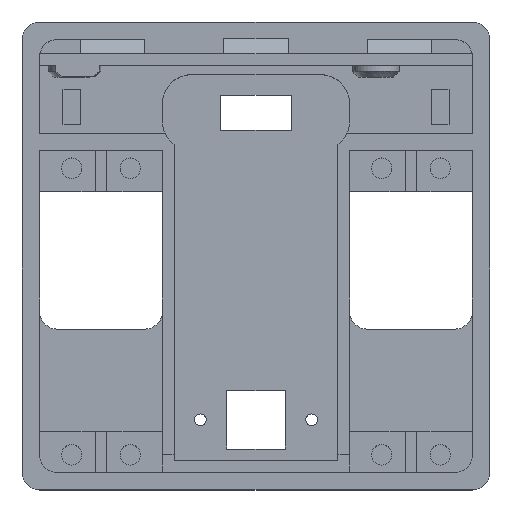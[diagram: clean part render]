
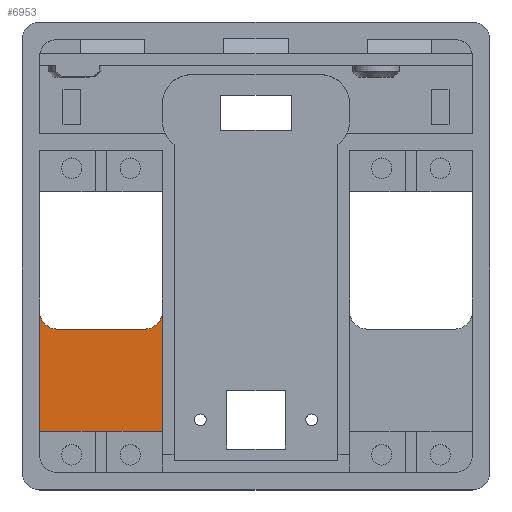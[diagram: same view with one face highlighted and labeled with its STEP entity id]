
A CAD part, top view. The second image highlights one B-rep face of the part: STEP entity #6953.
In plain terms, the highlighted planar face has unit normal (0, 0, 1).
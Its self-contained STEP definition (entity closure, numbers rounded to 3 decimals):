
#297 = PLANE('',#298);
#298 = AXIS2_PLACEMENT_3D('',#299,#300,#301);
#299 = CARTESIAN_POINT('',(-255.,64.,61.));
#300 = DIRECTION('',(1.,0.,0.));
#301 = DIRECTION('',(0.,0.,1.));
#330 = CYLINDRICAL_SURFACE('',#331,3.);
#331 = AXIS2_PLACEMENT_3D('',#332,#333,#334);
#332 = CARTESIAN_POINT('',(-258.,43.5,65.));
#333 = DIRECTION('',(0.,0.,1.));
#334 = DIRECTION('',(1.,0.,0.));
#358 = PLANE('',#359);
#359 = AXIS2_PLACEMENT_3D('',#360,#361,#362);
#360 = CARTESIAN_POINT('',(-255.,40.5,65.));
#361 = DIRECTION('',(0.,-1.,0.));
#362 = DIRECTION('',(-1.,0.,0.));
#387 = CYLINDRICAL_SURFACE('',#388,3.);
#388 = AXIS2_PLACEMENT_3D('',#389,#390,#391);
#389 = CARTESIAN_POINT('',(-273.,43.5,65.));
#390 = DIRECTION('',(0.,0.,1.));
#391 = DIRECTION('',(-1.,0.,0.));
#415 = PLANE('',#416);
#416 = AXIS2_PLACEMENT_3D('',#417,#418,#419);
#417 = CARTESIAN_POINT('',(-276.,64.,61.));
#418 = DIRECTION('',(1.,0.,0.));
#419 = DIRECTION('',(0.,0.,1.));
#2647 = VERTEX_POINT('',#2648);
#2648 = CARTESIAN_POINT('',(-255.,23.,66.));
#2662 = PLANE('',#2663);
#2663 = AXIS2_PLACEMENT_3D('',#2664,#2665,#2666);
#2664 = CARTESIAN_POINT('',(-276.,23.,70.));
#2665 = DIRECTION('',(0.,-1.,0.));
#2666 = DIRECTION('',(0.,0.,1.));
#2674 = EDGE_CURVE('',#2647,#2675,#2677,.T.);
#2675 = VERTEX_POINT('',#2676);
#2676 = CARTESIAN_POINT('',(-255.,40.5,66.));
#2677 = SURFACE_CURVE('',#2678,(#2682,#2689),.PCURVE_S1.);
#2678 = LINE('',#2679,#2680);
#2679 = CARTESIAN_POINT('',(-255.,23.,66.));
#2680 = VECTOR('',#2681,1.);
#2681 = DIRECTION('',(0.,1.,0.));
#2682 = PCURVE('',#297,#2683);
#2683 = DEFINITIONAL_REPRESENTATION('',(#2684),#2688);
#2684 = LINE('',#2685,#2686);
#2685 = CARTESIAN_POINT('',(5.,41.));
#2686 = VECTOR('',#2687,1.);
#2687 = DIRECTION('',(0.,-1.));
#2688 = ( GEOMETRIC_REPRESENTATION_CONTEXT(2) 
PARAMETRIC_REPRESENTATION_CONTEXT() REPRESENTATION_CONTEXT('2D SPACE',''
  ) );
#2689 = PCURVE('',#2690,#2695);
#2690 = PLANE('',#2691);
#2691 = AXIS2_PLACEMENT_3D('',#2692,#2693,#2694);
#2692 = CARTESIAN_POINT('',(-255.,40.5,66.));
#2693 = DIRECTION('',(0.,0.,-1.));
#2694 = DIRECTION('',(-1.,0.,0.));
#2695 = DEFINITIONAL_REPRESENTATION('',(#2696),#2700);
#2696 = LINE('',#2697,#2698);
#2697 = CARTESIAN_POINT('',(0.,-17.5));
#2698 = VECTOR('',#2699,1.);
#2699 = DIRECTION('',(0.,1.));
#2700 = ( GEOMETRIC_REPRESENTATION_CONTEXT(2) 
PARAMETRIC_REPRESENTATION_CONTEXT() REPRESENTATION_CONTEXT('2D SPACE',''
  ) );
#2702 = EDGE_CURVE('',#2675,#2703,#2705,.T.);
#2703 = VERTEX_POINT('',#2704);
#2704 = CARTESIAN_POINT('',(-255.,43.5,66.));
#2705 = SURFACE_CURVE('',#2706,(#2710,#2717),.PCURVE_S1.);
#2706 = LINE('',#2707,#2708);
#2707 = CARTESIAN_POINT('',(-255.,52.25,66.));
#2708 = VECTOR('',#2709,1.);
#2709 = DIRECTION('',(0.,1.,0.));
#2710 = PCURVE('',#297,#2711);
#2711 = DEFINITIONAL_REPRESENTATION('',(#2712),#2716);
#2712 = LINE('',#2713,#2714);
#2713 = CARTESIAN_POINT('',(5.,11.75));
#2714 = VECTOR('',#2715,1.);
#2715 = DIRECTION('',(0.,-1.));
#2716 = ( GEOMETRIC_REPRESENTATION_CONTEXT(2) 
PARAMETRIC_REPRESENTATION_CONTEXT() REPRESENTATION_CONTEXT('2D SPACE',''
  ) );
#2717 = PCURVE('',#2690,#2718);
#2718 = DEFINITIONAL_REPRESENTATION('',(#2719),#2723);
#2719 = LINE('',#2720,#2721);
#2720 = CARTESIAN_POINT('',(0.,11.75));
#2721 = VECTOR('',#2722,1.);
#2722 = DIRECTION('',(0.,1.));
#2723 = ( GEOMETRIC_REPRESENTATION_CONTEXT(2) 
PARAMETRIC_REPRESENTATION_CONTEXT() REPRESENTATION_CONTEXT('2D SPACE',''
  ) );
#2751 = VERTEX_POINT('',#2752);
#2752 = CARTESIAN_POINT('',(-258.,40.5,66.));
#2773 = EDGE_CURVE('',#2703,#2751,#2774,.T.);
#2774 = SURFACE_CURVE('',#2775,(#2780,#2787),.PCURVE_S1.);
#2775 = CIRCLE('',#2776,3.);
#2776 = AXIS2_PLACEMENT_3D('',#2777,#2778,#2779);
#2777 = CARTESIAN_POINT('',(-258.,43.5,66.));
#2778 = DIRECTION('',(0.,0.,-1.));
#2779 = DIRECTION('',(0.,-1.,0.));
#2780 = PCURVE('',#330,#2781);
#2781 = DEFINITIONAL_REPRESENTATION('',(#2782),#2786);
#2782 = LINE('',#2783,#2784);
#2783 = CARTESIAN_POINT('',(4.712,1.));
#2784 = VECTOR('',#2785,1.);
#2785 = DIRECTION('',(-1.,0.));
#2786 = ( GEOMETRIC_REPRESENTATION_CONTEXT(2) 
PARAMETRIC_REPRESENTATION_CONTEXT() REPRESENTATION_CONTEXT('2D SPACE',''
  ) );
#2787 = PCURVE('',#2690,#2788);
#2788 = DEFINITIONAL_REPRESENTATION('',(#2789),#2793);
#2789 = CIRCLE('',#2790,3.);
#2790 = AXIS2_PLACEMENT_2D('',#2791,#2792);
#2791 = CARTESIAN_POINT('',(3.,3.));
#2792 = DIRECTION('',(0.,-1.));
#2793 = ( GEOMETRIC_REPRESENTATION_CONTEXT(2) 
PARAMETRIC_REPRESENTATION_CONTEXT() REPRESENTATION_CONTEXT('2D SPACE',''
  ) );
#3021 = EDGE_CURVE('',#2751,#3022,#3024,.T.);
#3022 = VERTEX_POINT('',#3023);
#3023 = CARTESIAN_POINT('',(-273.,40.5,66.));
#3024 = SURFACE_CURVE('',#3025,(#3029,#3036),.PCURVE_S1.);
#3025 = LINE('',#3026,#3027);
#3026 = CARTESIAN_POINT('',(-255.,40.5,66.));
#3027 = VECTOR('',#3028,1.);
#3028 = DIRECTION('',(-1.,0.,0.));
#3029 = PCURVE('',#358,#3030);
#3030 = DEFINITIONAL_REPRESENTATION('',(#3031),#3035);
#3031 = LINE('',#3032,#3033);
#3032 = CARTESIAN_POINT('',(0.,-1.));
#3033 = VECTOR('',#3034,1.);
#3034 = DIRECTION('',(1.,0.));
#3035 = ( GEOMETRIC_REPRESENTATION_CONTEXT(2) 
PARAMETRIC_REPRESENTATION_CONTEXT() REPRESENTATION_CONTEXT('2D SPACE',''
  ) );
#3036 = PCURVE('',#2690,#3037);
#3037 = DEFINITIONAL_REPRESENTATION('',(#3038),#3042);
#3038 = LINE('',#3039,#3040);
#3039 = CARTESIAN_POINT('',(0.,0.));
#3040 = VECTOR('',#3041,1.);
#3041 = DIRECTION('',(1.,0.));
#3042 = ( GEOMETRIC_REPRESENTATION_CONTEXT(2) 
PARAMETRIC_REPRESENTATION_CONTEXT() REPRESENTATION_CONTEXT('2D SPACE',''
  ) );
#3094 = VERTEX_POINT('',#3095);
#3095 = CARTESIAN_POINT('',(-276.,23.,66.));
#3116 = EDGE_CURVE('',#3117,#3094,#3119,.T.);
#3117 = VERTEX_POINT('',#3118);
#3118 = CARTESIAN_POINT('',(-276.,40.5,66.));
#3119 = SURFACE_CURVE('',#3120,(#3124,#3131),.PCURVE_S1.);
#3120 = LINE('',#3121,#3122);
#3121 = CARTESIAN_POINT('',(-276.,40.5,66.));
#3122 = VECTOR('',#3123,1.);
#3123 = DIRECTION('',(0.,-1.,0.));
#3124 = PCURVE('',#415,#3125);
#3125 = DEFINITIONAL_REPRESENTATION('',(#3126),#3130);
#3126 = LINE('',#3127,#3128);
#3127 = CARTESIAN_POINT('',(5.,23.5));
#3128 = VECTOR('',#3129,1.);
#3129 = DIRECTION('',(0.,1.));
#3130 = ( GEOMETRIC_REPRESENTATION_CONTEXT(2) 
PARAMETRIC_REPRESENTATION_CONTEXT() REPRESENTATION_CONTEXT('2D SPACE',''
  ) );
#3131 = PCURVE('',#2690,#3132);
#3132 = DEFINITIONAL_REPRESENTATION('',(#3133),#3137);
#3133 = LINE('',#3134,#3135);
#3134 = CARTESIAN_POINT('',(21.,0.));
#3135 = VECTOR('',#3136,1.);
#3136 = DIRECTION('',(0.,-1.));
#3137 = ( GEOMETRIC_REPRESENTATION_CONTEXT(2) 
PARAMETRIC_REPRESENTATION_CONTEXT() REPRESENTATION_CONTEXT('2D SPACE',''
  ) );
#3139 = EDGE_CURVE('',#3117,#3140,#3142,.T.);
#3140 = VERTEX_POINT('',#3141);
#3141 = CARTESIAN_POINT('',(-276.,43.5,66.));
#3142 = SURFACE_CURVE('',#3143,(#3147,#3154),.PCURVE_S1.);
#3143 = LINE('',#3144,#3145);
#3144 = CARTESIAN_POINT('',(-276.,52.25,66.));
#3145 = VECTOR('',#3146,1.);
#3146 = DIRECTION('',(0.,1.,0.));
#3147 = PCURVE('',#415,#3148);
#3148 = DEFINITIONAL_REPRESENTATION('',(#3149),#3153);
#3149 = LINE('',#3150,#3151);
#3150 = CARTESIAN_POINT('',(5.,11.75));
#3151 = VECTOR('',#3152,1.);
#3152 = DIRECTION('',(0.,-1.));
#3153 = ( GEOMETRIC_REPRESENTATION_CONTEXT(2) 
PARAMETRIC_REPRESENTATION_CONTEXT() REPRESENTATION_CONTEXT('2D SPACE',''
  ) );
#3154 = PCURVE('',#2690,#3155);
#3155 = DEFINITIONAL_REPRESENTATION('',(#3156),#3160);
#3156 = LINE('',#3157,#3158);
#3157 = CARTESIAN_POINT('',(21.,11.75));
#3158 = VECTOR('',#3159,1.);
#3159 = DIRECTION('',(0.,1.));
#3160 = ( GEOMETRIC_REPRESENTATION_CONTEXT(2) 
PARAMETRIC_REPRESENTATION_CONTEXT() REPRESENTATION_CONTEXT('2D SPACE',''
  ) );
#3188 = EDGE_CURVE('',#3140,#3022,#3189,.T.);
#3189 = SURFACE_CURVE('',#3190,(#3195,#3202),.PCURVE_S1.);
#3190 = CIRCLE('',#3191,3.);
#3191 = AXIS2_PLACEMENT_3D('',#3192,#3193,#3194);
#3192 = CARTESIAN_POINT('',(-273.,43.5,66.));
#3193 = DIRECTION('',(0.,0.,1.));
#3194 = DIRECTION('',(0.,-1.,0.));
#3195 = PCURVE('',#387,#3196);
#3196 = DEFINITIONAL_REPRESENTATION('',(#3197),#3201);
#3197 = LINE('',#3198,#3199);
#3198 = CARTESIAN_POINT('',(-4.712,1.));
#3199 = VECTOR('',#3200,1.);
#3200 = DIRECTION('',(1.,0.));
#3201 = ( GEOMETRIC_REPRESENTATION_CONTEXT(2) 
PARAMETRIC_REPRESENTATION_CONTEXT() REPRESENTATION_CONTEXT('2D SPACE',''
  ) );
#3202 = PCURVE('',#2690,#3203);
#3203 = DEFINITIONAL_REPRESENTATION('',(#3204),#3212);
#3204 = ( BOUNDED_CURVE() B_SPLINE_CURVE(2,(#3205,#3206,#3207,#3208,
#3209,#3210,#3211),.UNSPECIFIED.,.F.,.F.) B_SPLINE_CURVE_WITH_KNOTS((1,2
    ,2,2,2,1),(-2.094,0.,2.094,4.189,
6.283,8.378),.UNSPECIFIED.) CURVE() 
GEOMETRIC_REPRESENTATION_ITEM() RATIONAL_B_SPLINE_CURVE((1.,0.5,1.,0.5,
1.,0.5,1.)) REPRESENTATION_ITEM('') );
#3205 = CARTESIAN_POINT('',(18.,0.));
#3206 = CARTESIAN_POINT('',(12.804,0.));
#3207 = CARTESIAN_POINT('',(15.402,4.5));
#3208 = CARTESIAN_POINT('',(18.,9.));
#3209 = CARTESIAN_POINT('',(20.598,4.5));
#3210 = CARTESIAN_POINT('',(23.196,0.));
#3211 = CARTESIAN_POINT('',(18.,0.));
#3212 = ( GEOMETRIC_REPRESENTATION_CONTEXT(2) 
PARAMETRIC_REPRESENTATION_CONTEXT() REPRESENTATION_CONTEXT('2D SPACE',''
  ) );
#6953 = ADVANCED_FACE('',(#6954),#2690,.F.);
#6954 = FACE_BOUND('',#6955,.F.);
#6955 = EDGE_LOOP('',(#6956,#6957,#6958,#6959,#6960,#6981,#6982,#6983));
#6956 = ORIENTED_EDGE('',*,*,#3021,.F.);
#6957 = ORIENTED_EDGE('',*,*,#2773,.F.);
#6958 = ORIENTED_EDGE('',*,*,#2702,.F.);
#6959 = ORIENTED_EDGE('',*,*,#2674,.F.);
#6960 = ORIENTED_EDGE('',*,*,#6961,.F.);
#6961 = EDGE_CURVE('',#3094,#2647,#6962,.T.);
#6962 = SURFACE_CURVE('',#6963,(#6967,#6974),.PCURVE_S1.);
#6963 = LINE('',#6964,#6965);
#6964 = CARTESIAN_POINT('',(-276.,23.,66.));
#6965 = VECTOR('',#6966,1.);
#6966 = DIRECTION('',(1.,0.,0.));
#6967 = PCURVE('',#2690,#6968);
#6968 = DEFINITIONAL_REPRESENTATION('',(#6969),#6973);
#6969 = LINE('',#6970,#6971);
#6970 = CARTESIAN_POINT('',(21.,-17.5));
#6971 = VECTOR('',#6972,1.);
#6972 = DIRECTION('',(-1.,0.));
#6973 = ( GEOMETRIC_REPRESENTATION_CONTEXT(2) 
PARAMETRIC_REPRESENTATION_CONTEXT() REPRESENTATION_CONTEXT('2D SPACE',''
  ) );
#6974 = PCURVE('',#2662,#6975);
#6975 = DEFINITIONAL_REPRESENTATION('',(#6976),#6980);
#6976 = LINE('',#6977,#6978);
#6977 = CARTESIAN_POINT('',(-4.,0.));
#6978 = VECTOR('',#6979,1.);
#6979 = DIRECTION('',(0.,-1.));
#6980 = ( GEOMETRIC_REPRESENTATION_CONTEXT(2) 
PARAMETRIC_REPRESENTATION_CONTEXT() REPRESENTATION_CONTEXT('2D SPACE',''
  ) );
#6981 = ORIENTED_EDGE('',*,*,#3116,.F.);
#6982 = ORIENTED_EDGE('',*,*,#3139,.T.);
#6983 = ORIENTED_EDGE('',*,*,#3188,.T.);
